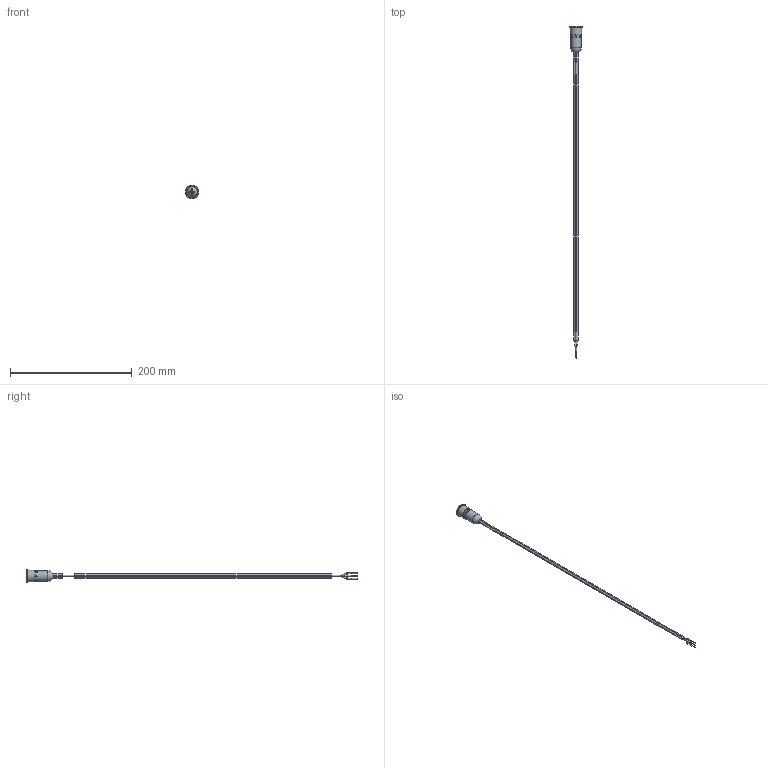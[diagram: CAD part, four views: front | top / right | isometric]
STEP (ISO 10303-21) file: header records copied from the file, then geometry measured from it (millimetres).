
FILE_DESCRIPTION(/* description */ (''),/* implementation_level */ '2;1');
FILE_NAME(/* name */ 'ULV4FMBxx.stp',/* time_stamp */ '2024-12-30T07:33:03-06:00',/* author */ ('jsteinblock'),/* organization */ (''),/* preprocessor_version */ 'ST-DEVELOPER v20',/* originating_system */ 'Autodesk Inventor 2022',/* authorisation */ '');
FILE_SCHEMA (('AUTOMOTIVE_DESIGN { 1 0 10303 214 3 1 1 }'));
Length unit declared in the file: inch
Products named in the file (1): ULV4FMBxx
Bounding box: 22 x 544.5 x 22 mm (x, y, z)
Volume: 16827 mm3; surface area: 27718.2 mm2
Topology: 1 solids, 2 shells, 105 faces, 262 edges, 163 vertices
Faces by surface type: plane 48, cylinder 44, torus 9, cone 2, sphere 2
Full cylindrical faces by diameter (mm): 1.1 x3, 2.2 x5, 13.3 x1, 15.5 x1, 17 x1, 17.5 x1, 17.6 x1, 19 x1, 22 x1
Entity records: 3397 total; most frequent: CARTESIAN_POINT 788, DIRECTION 559, ORIENTED_EDGE 524, EDGE_CURVE 262, AXIS2_PLACEMENT_3D 215, VERTEX_POINT 163, LINE 129, VECTOR 129
